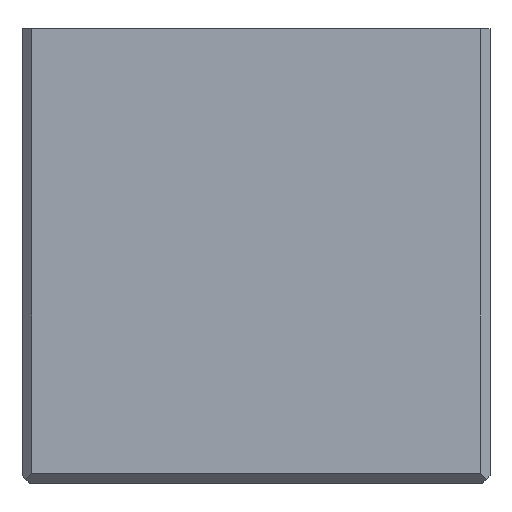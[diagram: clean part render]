
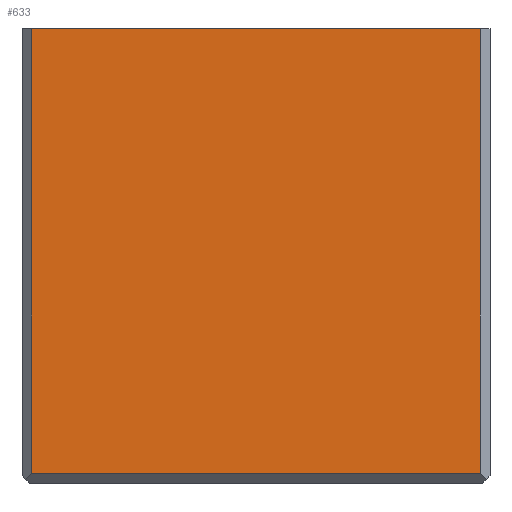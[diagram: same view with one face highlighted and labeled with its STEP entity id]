
A CAD part, top view. The second image highlights one B-rep face of the part: STEP entity #633.
In plain terms, the highlighted planar face has unit normal (0, 0, 1).
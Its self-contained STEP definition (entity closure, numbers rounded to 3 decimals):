
#594=CARTESIAN_POINT('',(0.,-174.5,47.6));
#595=DIRECTION('',(-0.,0.,-1.));
#596=DIRECTION('',(-1.,0.,0.));
#597=AXIS2_PLACEMENT_3D('',#594,#595,#596);
#598=PLANE('',#597);
#599=CARTESIAN_POINT('',(-90.,20.,47.6));
#600=VERTEX_POINT('',#599);
#601=CARTESIAN_POINT('',(-90.,-158.6,47.6));
#602=VERTEX_POINT('',#601);
#603=CARTESIAN_POINT('',(-90.,20.,47.6));
#604=DIRECTION('',(0.,-1.,0.));
#605=VECTOR('',#604,178.6);
#606=LINE('',#603,#605);
#607=EDGE_CURVE('',#600,#602,#606,.T.);
#608=ORIENTED_EDGE('',*,*,#607,.T.);
#609=CARTESIAN_POINT('',(90.,-158.6,47.6));
#610=VERTEX_POINT('',#609);
#611=CARTESIAN_POINT('',(-90.,-158.6,47.6));
#612=DIRECTION('',(1.,0.,-0.));
#613=VECTOR('',#612,180.);
#614=LINE('',#611,#613);
#615=EDGE_CURVE('',#602,#610,#614,.T.);
#616=ORIENTED_EDGE('',*,*,#615,.T.);
#617=CARTESIAN_POINT('',(90.,20.,47.6));
#618=VERTEX_POINT('',#617);
#619=CARTESIAN_POINT('',(90.,-158.6,47.6));
#620=DIRECTION('',(0.,1.,0.));
#621=VECTOR('',#620,178.6);
#622=LINE('',#619,#621);
#623=EDGE_CURVE('',#610,#618,#622,.T.);
#624=ORIENTED_EDGE('',*,*,#623,.T.);
#625=CARTESIAN_POINT('',(90.,20.,47.6));
#626=DIRECTION('',(-1.,0.,0.));
#627=VECTOR('',#626,180.);
#628=LINE('',#625,#627);
#629=EDGE_CURVE('',#618,#600,#628,.T.);
#630=ORIENTED_EDGE('',*,*,#629,.T.);
#631=EDGE_LOOP('',(#608,#616,#624,#630));
#632=FACE_BOUND('',#631,.T.);
#633=ADVANCED_FACE('',(#632),#598,.F.);
